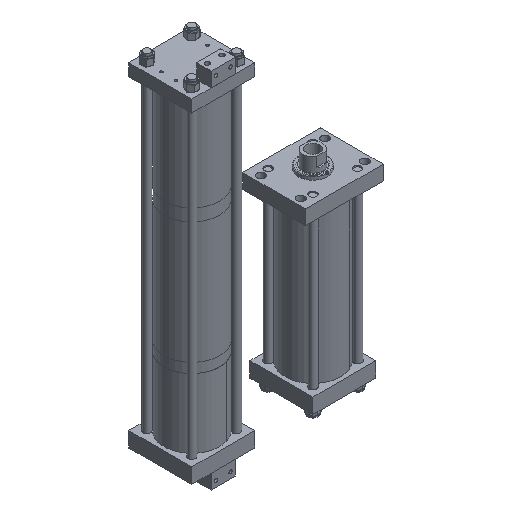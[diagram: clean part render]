
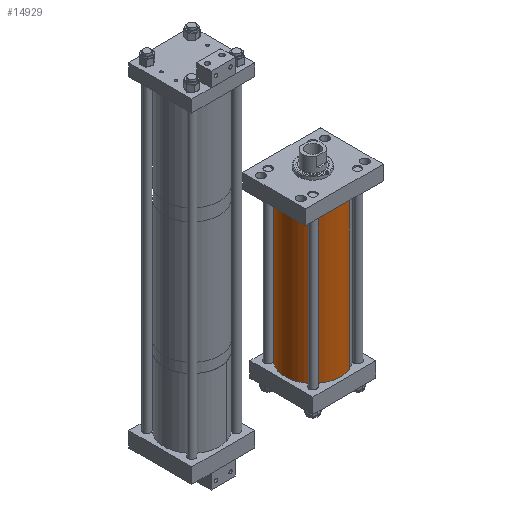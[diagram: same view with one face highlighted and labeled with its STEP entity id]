
A CAD part, isometric view. The second image highlights one B-rep face of the part: STEP entity #14929.
In plain terms, the highlighted cylindrical face has radius 73.025 mm (diameter 146.05 mm), a partial arc.
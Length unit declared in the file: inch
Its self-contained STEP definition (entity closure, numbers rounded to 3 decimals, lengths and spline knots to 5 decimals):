
#337 = AXIS2_PLACEMENT_3D ( 'NONE', #14068, #8062, #15236 ) ;
#703 = VERTEX_POINT ( 'NONE', #5036 ) ;
#1739 = ORIENTED_EDGE ( 'NONE', *, *, #14539, .T. ) ;
#1879 = AXIS2_PLACEMENT_3D ( 'NONE', #14275, #15560, #13166 ) ;
#2178 = VERTEX_POINT ( 'NONE', #7878 ) ;
#2385 = DIRECTION ( 'NONE',  ( 0., 0., -1. ) ) ;
#2679 = EDGE_CURVE ( 'NONE', #2178, #4207, #11985, .T. ) ;
#3970 = CIRCLE ( 'NONE', #1879, 2.875 ) ;
#3986 = CARTESIAN_POINT ( 'NONE',  ( -2.875, 0., 15.689 ) ) ;
#4207 = VERTEX_POINT ( 'NONE', #13151 ) ;
#4557 = CYLINDRICAL_SURFACE ( 'NONE', #337, 2.875 ) ;
#4734 = LINE ( 'NONE', #3986, #7766 ) ;
#5036 = CARTESIAN_POINT ( 'NONE',  ( -2.875, 0., 0. ) ) ;
#5138 = ORIENTED_EDGE ( 'NONE', *, *, #5442, .T. ) ;
#5338 = VERTEX_POINT ( 'NONE', #10403 ) ;
#5442 = EDGE_CURVE ( 'NONE', #5338, #703, #3970, .T. ) ;
#6568 = ORIENTED_EDGE ( 'NONE', *, *, #2679, .F. ) ;
#6599 = AXIS2_PLACEMENT_3D ( 'NONE', #8090, #10561, #10415 ) ;
#7766 = VECTOR ( 'NONE', #12435, 39.37008 ) ;
#7878 = CARTESIAN_POINT ( 'NONE',  ( 2.875, 0., 15.689 ) ) ;
#8062 = DIRECTION ( 'NONE',  ( 0., 0., -1. ) ) ;
#8090 = CARTESIAN_POINT ( 'NONE',  ( 0., 0., 15.689 ) ) ;
#10403 = CARTESIAN_POINT ( 'NONE',  ( 2.875, 0., 0. ) ) ;
#10415 = DIRECTION ( 'NONE',  ( 1., 0., 0. ) ) ;
#10561 = DIRECTION ( 'NONE',  ( 0., 0., 1. ) ) ;
#11985 = CIRCLE ( 'NONE', #6599, 2.875 ) ;
#12435 = DIRECTION ( 'NONE',  ( 0., 0., -1. ) ) ;
#13110 = EDGE_LOOP ( 'NONE', ( #6568, #1739, #5138, #15411 ) ) ;
#13151 = CARTESIAN_POINT ( 'NONE',  ( -2.875, 0., 15.689 ) ) ;
#13166 = DIRECTION ( 'NONE',  ( 1., 0., 0. ) ) ;
#13429 = CARTESIAN_POINT ( 'NONE',  ( 2.875, 0., 15.689 ) ) ;
#14068 = CARTESIAN_POINT ( 'NONE',  ( 0., 0., 15.689 ) ) ;
#14177 = FACE_OUTER_BOUND ( 'NONE', #13110, .T. ) ;
#14200 = LINE ( 'NONE', #13429, #14944 ) ;
#14275 = CARTESIAN_POINT ( 'NONE',  ( 0., 0., 0. ) ) ;
#14539 = EDGE_CURVE ( 'NONE', #2178, #5338, #14200, .T. ) ;
#14698 = EDGE_CURVE ( 'NONE', #4207, #703, #4734, .T. ) ;
#14929 = ADVANCED_FACE ( 'NONE', ( #14177 ), #4557, .T. ) ;
#14944 = VECTOR ( 'NONE', #2385, 39.37008 ) ;
#15236 = DIRECTION ( 'NONE',  ( -1., 0., 0. ) ) ;
#15411 = ORIENTED_EDGE ( 'NONE', *, *, #14698, .F. ) ;
#15560 = DIRECTION ( 'NONE',  ( 0., 0., 1. ) ) ;
